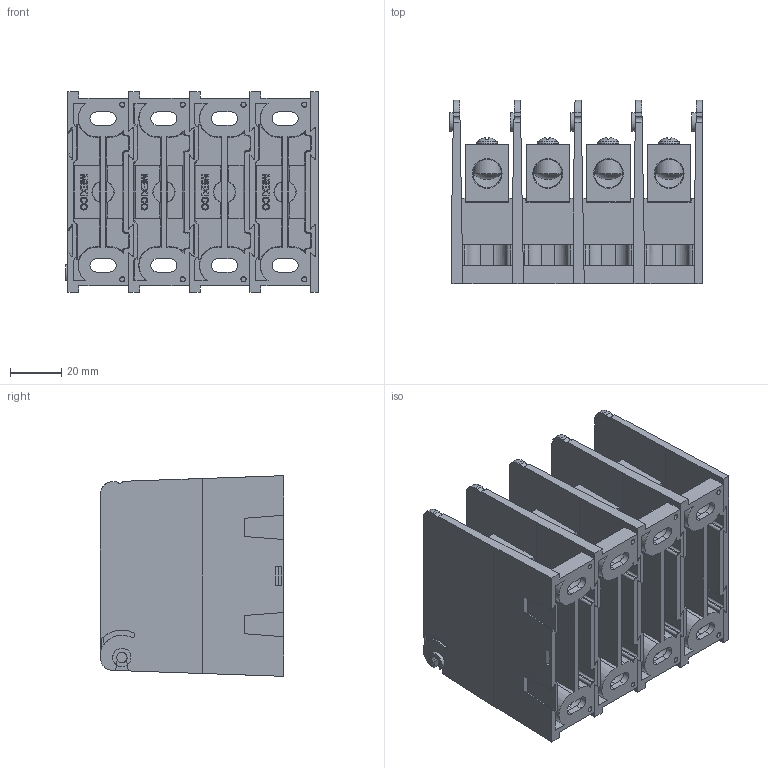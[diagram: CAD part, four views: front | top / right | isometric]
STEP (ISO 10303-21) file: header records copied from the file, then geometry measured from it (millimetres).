
FILE_DESCRIPTION (( 'STEP AP214' ), '1' );
FILE_NAME ('701925rev-4P.STEP', '2014-01-13T15:51:32', ( '' ), ( '' ), 'SwSTEP 2.0', 'SolidWorks 2013', '' );
FILE_SCHEMA (( 'AUTOMOTIVE_DESIGN' ));
Length unit declared in the file: inch
Products named in the file (1): 701925rev-4P
Bounding box: 98.41 x 71.37 x 78.11 mm (x, y, z)
Volume: 184679.2 mm3; surface area: 132471.5 mm2
Topology: 21 solids, 21 shells, 1447 faces, 3894 edges, 2580 vertices
Faces by surface type: plane 857, bspline 236, cylinder 234, cone 104, torus 12, sphere 4
Full cylindrical faces by diameter (mm): 3.658 x4, 4.064 x1, 5.41 x4, 7.112 x1, 8.179 x4, 9.931 x8, 11.112 x8, 11.125 x8
Entity records: 79770 total; most frequent: CARTESIAN_POINT 27591, ORIENTED_EDGE 7516, DIRECTION 5800, EDGE_CURVE 3758, VERTEX_POINT 2542, LINE 2478, VECTOR 2478, EDGE_LOOP 1668
